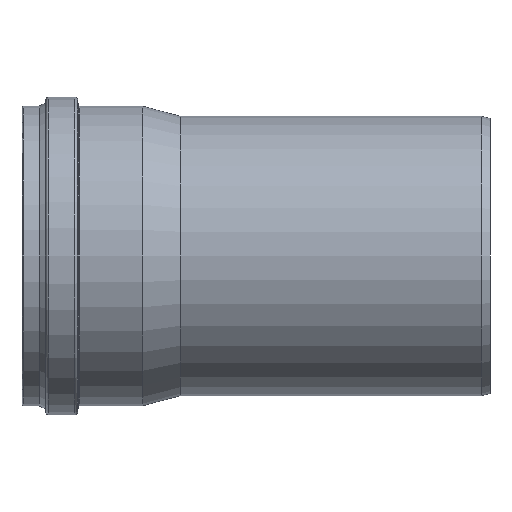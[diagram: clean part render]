
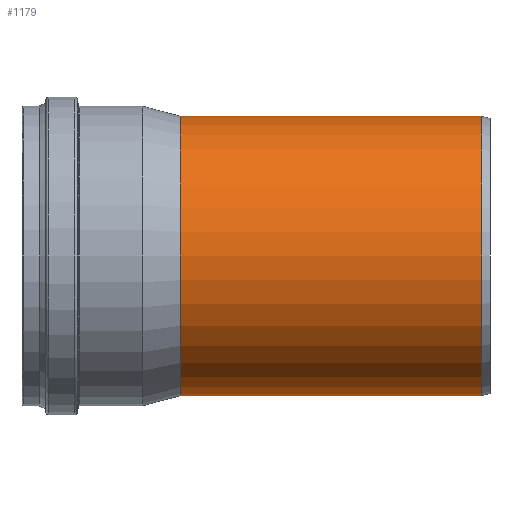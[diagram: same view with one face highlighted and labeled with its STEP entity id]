
A CAD part, left-side view. The second image highlights one B-rep face of the part: STEP entity #1179.
In plain terms, the highlighted cylindrical face has radius 200 mm (diameter 400 mm), a full revolution.
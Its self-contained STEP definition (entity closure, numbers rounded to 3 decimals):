
#105=FACE_OUTER_BOUND('',#176,.T.);
#176=EDGE_LOOP('',(#935,#936,#937,#938,#939,#940,#941,#942,#943));
#217=B_SPLINE_CURVE_WITH_KNOTS('',3,(#1998,#1999,#2000,#2001,#2002,#2003,
#2004,#2005,#2006,#2007,#2008,#2009,#2010,#2011,#2012,#2013,#2014,#2015),
 .UNSPECIFIED.,.F.,.F.,(4,2,2,2,2,2,2,2,4),(0.,1.542,3.084,
4.626,6.169,7.718,9.267,10.816,
12.365),.UNSPECIFIED.);
#218=B_SPLINE_CURVE_WITH_KNOTS('',3,(#2017,#2018,#2019,#2020,#2021,#2022,
#2023,#2024,#2025,#2026,#2027,#2028,#2029,#2030,#2031,#2032,#2033,#2034),
 .UNSPECIFIED.,.F.,.F.,(4,2,2,2,2,2,2,2,4),(37.192,38.742,
40.293,41.844,43.395,44.96,46.524,
48.089,49.653),.UNSPECIFIED.);
#219=B_SPLINE_CURVE_WITH_KNOTS('',3,(#2035,#2036,#2037,#2038,#2039,#2040,
#2041,#2042,#2043,#2044,#2045,#2046,#2047,#2048,#2049,#2050,#2051,#2052,
#2053,#2054,#2055,#2056,#2057,#2058,#2059,#2060,#2061,#2062,#2063,#2064,
#2065,#2066,#2067,#2068),.UNSPECIFIED.,.F.,.F.,(4,2,2,2,2,2,2,2,2,2,2,2,
2,2,2,2,4),(12.365,13.914,15.463,17.012,
18.561,20.103,21.646,23.188,24.73,
26.294,27.859,29.423,30.988,32.539,
34.09,35.641,37.192),.UNSPECIFIED.);
#238=LINE('',#2244,#277);
#239=LINE('',#2246,#278);
#277=VECTOR('',#1683,200.);
#278=VECTOR('',#1684,200.);
#369=CIRCLE('',#1343,200.);
#370=CIRCLE('',#1344,200.);
#446=VERTEX_POINT('',#1995);
#447=VERTEX_POINT('',#1997);
#448=VERTEX_POINT('',#2016);
#504=VERTEX_POINT('',#2242);
#505=VERTEX_POINT('',#2245);
#570=EDGE_CURVE('',#447,#446,#217,.T.);
#571=EDGE_CURVE('',#448,#447,#218,.T.);
#572=EDGE_CURVE('',#446,#448,#219,.T.);
#658=EDGE_CURVE('',#504,#504,#369,.T.);
#659=EDGE_CURVE('',#504,#448,#238,.T.);
#660=EDGE_CURVE('',#446,#505,#239,.T.);
#661=EDGE_CURVE('',#505,#505,#370,.T.);
#935=ORIENTED_EDGE('',*,*,#658,.F.);
#936=ORIENTED_EDGE('',*,*,#659,.T.);
#937=ORIENTED_EDGE('',*,*,#571,.T.);
#938=ORIENTED_EDGE('',*,*,#570,.T.);
#939=ORIENTED_EDGE('',*,*,#660,.T.);
#940=ORIENTED_EDGE('',*,*,#661,.T.);
#941=ORIENTED_EDGE('',*,*,#660,.F.);
#942=ORIENTED_EDGE('',*,*,#572,.T.);
#943=ORIENTED_EDGE('',*,*,#659,.F.);
#1136=CYLINDRICAL_SURFACE('',#1342,200.);
#1179=ADVANCED_FACE('',(#105),#1136,.T.);
#1342=AXIS2_PLACEMENT_3D('',#2241,#1679,#1680);
#1343=AXIS2_PLACEMENT_3D('',#2243,#1681,#1682);
#1344=AXIS2_PLACEMENT_3D('',#2247,#1685,#1686);
#1679=DIRECTION('center_axis',(0.,1.,0.));
#1680=DIRECTION('ref_axis',(-1.,0.,0.));
#1681=DIRECTION('center_axis',(0.,1.,0.));
#1682=DIRECTION('ref_axis',(1.,0.,0.));
#1683=DIRECTION('',(0.,-1.,0.));
#1684=DIRECTION('',(0.,-1.,0.));
#1685=DIRECTION('center_axis',(0.,1.,0.));
#1686=DIRECTION('ref_axis',(1.,0.,0.));
#1995=CARTESIAN_POINT('',(200.,213.855,0.));
#1997=CARTESIAN_POINT('',(182.73,294.478,-81.3));
#1998=CARTESIAN_POINT('Ctrl Pts',(182.73,294.478,-81.3));
#1999=CARTESIAN_POINT('Ctrl Pts',(182.73,289.338,-81.3));
#2000=CARTESIAN_POINT('Ctrl Pts',(182.953,284.042,-80.805));
#2001=CARTESIAN_POINT('Ctrl Pts',(183.853,273.552,-78.736));
#2002=CARTESIAN_POINT('Ctrl Pts',(184.53,268.358,-77.161));
#2003=CARTESIAN_POINT('Ctrl Pts',(186.209,258.434,-73.015));
#2004=CARTESIAN_POINT('Ctrl Pts',(187.211,253.696,-70.441));
#2005=CARTESIAN_POINT('Ctrl Pts',(189.337,244.955,-64.509));
#2006=CARTESIAN_POINT('Ctrl Pts',(190.458,240.952,-61.151));
#2007=CARTESIAN_POINT('Ctrl Pts',(192.61,233.859,-53.994));
#2008=CARTESIAN_POINT('Ctrl Pts',(193.718,230.521,-49.94));
#2009=CARTESIAN_POINT('Ctrl Pts',(195.785,224.63,-41.095));
#2010=CARTESIAN_POINT('Ctrl Pts',(196.743,222.075,-36.305));
#2011=CARTESIAN_POINT('Ctrl Pts',(198.33,217.962,-26.287));
#2012=CARTESIAN_POINT('Ctrl Pts',(198.96,216.4,-21.05));
#2013=CARTESIAN_POINT('Ctrl Pts',(199.795,214.346,-10.488));
#2014=CARTESIAN_POINT('Ctrl Pts',(200.,213.855,-5.164));
#2015=CARTESIAN_POINT('Ctrl Pts',(200.,213.855,0.));
#2016=CARTESIAN_POINT('',(200.,376.61,0.));
#2017=CARTESIAN_POINT('Ctrl Pts',(200.,376.61,0.));
#2018=CARTESIAN_POINT('Ctrl Pts',(200.,376.61,-5.17));
#2019=CARTESIAN_POINT('Ctrl Pts',(199.795,376.099,-10.494));
#2020=CARTESIAN_POINT('Ctrl Pts',(198.961,373.976,-21.04));
#2021=CARTESIAN_POINT('Ctrl Pts',(198.333,372.364,-26.262));
#2022=CARTESIAN_POINT('Ctrl Pts',(196.754,368.137,-36.238));
#2023=CARTESIAN_POINT('Ctrl Pts',(195.804,365.519,-41.002));
#2024=CARTESIAN_POINT('Ctrl Pts',(193.756,359.509,-49.79));
#2025=CARTESIAN_POINT('Ctrl Pts',(192.66,356.116,-53.815));
#2026=CARTESIAN_POINT('Ctrl Pts',(190.519,348.895,-60.964));
#2027=CARTESIAN_POINT('Ctrl Pts',(189.395,344.802,-64.339));
#2028=CARTESIAN_POINT('Ctrl Pts',(187.262,335.886,-70.306));
#2029=CARTESIAN_POINT('Ctrl Pts',(186.254,331.062,-72.9));
#2030=CARTESIAN_POINT('Ctrl Pts',(184.561,320.976,-77.088));
#2031=CARTESIAN_POINT('Ctrl Pts',(183.875,315.703,-78.685));
#2032=CARTESIAN_POINT('Ctrl Pts',(182.959,305.062,-80.791));
#2033=CARTESIAN_POINT('Ctrl Pts',(182.73,299.693,-81.3));
#2034=CARTESIAN_POINT('Ctrl Pts',(182.73,294.478,-81.3));
#2035=CARTESIAN_POINT('Ctrl Pts',(200.,213.855,0.));
#2036=CARTESIAN_POINT('Ctrl Pts',(200.,213.855,5.164));
#2037=CARTESIAN_POINT('Ctrl Pts',(199.795,214.346,10.488));
#2038=CARTESIAN_POINT('Ctrl Pts',(198.96,216.4,21.05));
#2039=CARTESIAN_POINT('Ctrl Pts',(198.33,217.962,26.287));
#2040=CARTESIAN_POINT('Ctrl Pts',(196.743,222.075,36.305));
#2041=CARTESIAN_POINT('Ctrl Pts',(195.785,224.63,41.095));
#2042=CARTESIAN_POINT('Ctrl Pts',(193.718,230.521,49.94));
#2043=CARTESIAN_POINT('Ctrl Pts',(192.61,233.859,53.994));
#2044=CARTESIAN_POINT('Ctrl Pts',(190.458,240.952,61.151));
#2045=CARTESIAN_POINT('Ctrl Pts',(189.337,244.955,64.509));
#2046=CARTESIAN_POINT('Ctrl Pts',(187.211,253.696,70.441));
#2047=CARTESIAN_POINT('Ctrl Pts',(186.209,258.434,73.015));
#2048=CARTESIAN_POINT('Ctrl Pts',(184.53,268.358,77.161));
#2049=CARTESIAN_POINT('Ctrl Pts',(183.853,273.552,78.736));
#2050=CARTESIAN_POINT('Ctrl Pts',(182.953,284.042,80.805));
#2051=CARTESIAN_POINT('Ctrl Pts',(182.73,289.338,81.3));
#2052=CARTESIAN_POINT('Ctrl Pts',(182.73,299.693,81.3));
#2053=CARTESIAN_POINT('Ctrl Pts',(182.959,305.062,80.791));
#2054=CARTESIAN_POINT('Ctrl Pts',(183.875,315.703,78.685));
#2055=CARTESIAN_POINT('Ctrl Pts',(184.561,320.976,77.088));
#2056=CARTESIAN_POINT('Ctrl Pts',(186.254,331.062,72.9));
#2057=CARTESIAN_POINT('Ctrl Pts',(187.262,335.886,70.306));
#2058=CARTESIAN_POINT('Ctrl Pts',(189.395,344.802,64.339));
#2059=CARTESIAN_POINT('Ctrl Pts',(190.519,348.895,60.964));
#2060=CARTESIAN_POINT('Ctrl Pts',(192.66,356.116,53.815));
#2061=CARTESIAN_POINT('Ctrl Pts',(193.756,359.509,49.79));
#2062=CARTESIAN_POINT('Ctrl Pts',(195.804,365.519,41.002));
#2063=CARTESIAN_POINT('Ctrl Pts',(196.754,368.137,36.238));
#2064=CARTESIAN_POINT('Ctrl Pts',(198.333,372.364,26.262));
#2065=CARTESIAN_POINT('Ctrl Pts',(198.961,373.976,21.04));
#2066=CARTESIAN_POINT('Ctrl Pts',(199.795,376.099,10.494));
#2067=CARTESIAN_POINT('Ctrl Pts',(200.,376.61,5.17));
#2068=CARTESIAN_POINT('Ctrl Pts',(200.,376.61,0.));
#2241=CARTESIAN_POINT('Origin',(0.,227.67,0.));
#2242=CARTESIAN_POINT('',(200.,443.34,0.));
#2243=CARTESIAN_POINT('Origin',(0.,443.34,0.));
#2244=CARTESIAN_POINT('',(200.,227.67,0.));
#2245=CARTESIAN_POINT('',(200.,12.,0.));
#2246=CARTESIAN_POINT('',(200.,227.67,0.));
#2247=CARTESIAN_POINT('Origin',(0.,12.,0.));
